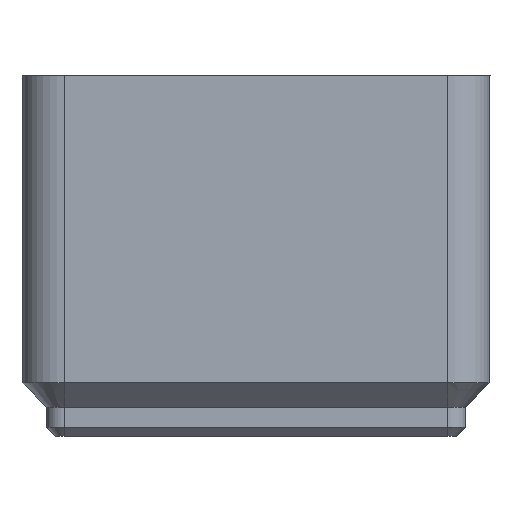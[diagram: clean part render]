
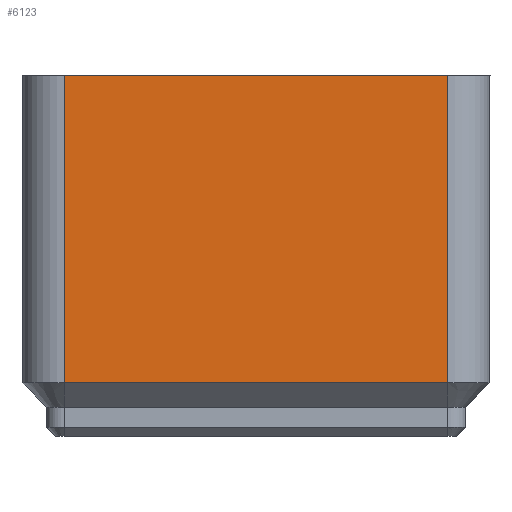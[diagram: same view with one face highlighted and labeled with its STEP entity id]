
A CAD part, left-side view. The second image highlights one B-rep face of the part: STEP entity #6123.
In plain terms, the highlighted planar face has unit normal (-1, 0, 0).
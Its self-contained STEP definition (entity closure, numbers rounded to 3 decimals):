
#66=PLANE('',#6556);
#433=FACE_OUTER_BOUND('',#822,.T.);
#822=EDGE_LOOP('',(#4402,#4403,#4404,#4405));
#1484=LINE('',#9188,#2127);
#1526=LINE('',#9352,#2169);
#1527=LINE('',#9355,#2170);
#1528=LINE('',#9356,#2171);
#2127=VECTOR('',#7239,10.);
#2169=VECTOR('',#7359,10.);
#2170=VECTOR('',#7362,10.);
#2171=VECTOR('',#7363,10.);
#2767=VERTEX_POINT('',#9185);
#2768=VERTEX_POINT('',#9187);
#2815=VERTEX_POINT('',#9350);
#2816=VERTEX_POINT('',#9354);
#3334=EDGE_CURVE('',#2767,#2768,#1484,.T.);
#3405=EDGE_CURVE('',#2815,#2767,#1526,.T.);
#3406=EDGE_CURVE('',#2816,#2815,#1527,.T.);
#3407=EDGE_CURVE('',#2816,#2768,#1528,.T.);
#4402=ORIENTED_EDGE('',*,*,#3405,.F.);
#4403=ORIENTED_EDGE('',*,*,#3406,.F.);
#4404=ORIENTED_EDGE('',*,*,#3407,.T.);
#4405=ORIENTED_EDGE('',*,*,#3334,.F.);
#6123=ADVANCED_FACE('',(#433),#66,.F.);
#6556=AXIS2_PLACEMENT_3D('',#9353,#7360,#7361);
#7239=DIRECTION('',(0.,-1.,0.));
#7359=DIRECTION('',(0.,0.,1.));
#7360=DIRECTION('center_axis',(1.,0.,0.));
#7361=DIRECTION('ref_axis',(0.,1.,0.));
#7362=DIRECTION('',(0.,1.,0.));
#7363=DIRECTION('',(0.,0.,1.));
#9185=CARTESIAN_POINT('',(0.25,38.,32.));
#9187=CARTESIAN_POINT('',(0.25,4.,32.));
#9188=CARTESIAN_POINT('',(0.25,38.,32.));
#9350=CARTESIAN_POINT('',(0.25,38.,4.75));
#9352=CARTESIAN_POINT('',(0.25,38.,5.));
#9353=CARTESIAN_POINT('Origin',(0.25,4.,0.));
#9354=CARTESIAN_POINT('',(0.25,4.,4.75));
#9355=CARTESIAN_POINT('',(0.25,21.,4.75));
#9356=CARTESIAN_POINT('',(0.25,4.,5.));
